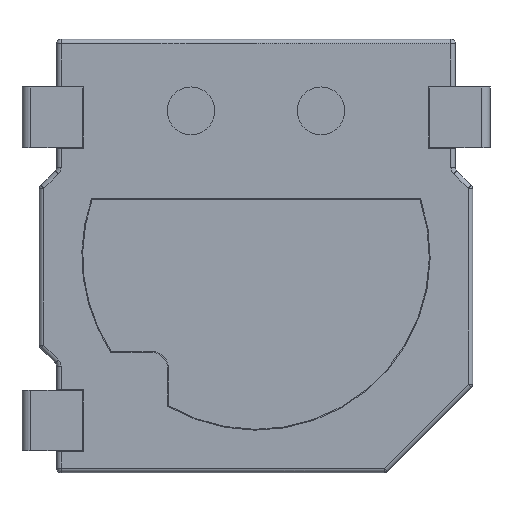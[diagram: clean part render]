
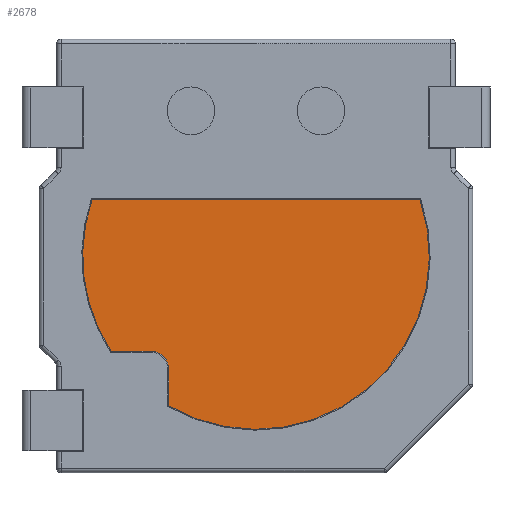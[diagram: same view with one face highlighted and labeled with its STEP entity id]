
A CAD part, front view. The second image highlights one B-rep face of the part: STEP entity #2678.
In plain terms, the highlighted planar face has unit normal (0, -1, 0).
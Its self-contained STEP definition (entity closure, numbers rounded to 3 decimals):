
#81=PLANE('',#2953);
#226=FACE_OUTER_BOUND('',#383,.T.);
#383=EDGE_LOOP('',(#2080,#2081,#2082,#2083,#2084,#2085));
#579=LINE('',#4294,#828);
#583=LINE('',#4306,#832);
#587=LINE('',#4317,#836);
#828=VECTOR('',#3557,10.);
#832=VECTOR('',#3569,10.);
#836=VECTOR('',#3581,10.);
#1025=CIRCLE('',#2942,2.);
#1027=CIRCLE('',#2946,2.);
#1029=CIRCLE('',#2950,0.2);
#1187=VERTEX_POINT('',#4284);
#1188=VERTEX_POINT('',#4285);
#1191=VERTEX_POINT('',#4293);
#1193=VERTEX_POINT('',#4299);
#1195=VERTEX_POINT('',#4305);
#1197=VERTEX_POINT('',#4311);
#1501=EDGE_CURVE('',#1187,#1188,#1025,.T.);
#1505=EDGE_CURVE('',#1188,#1191,#579,.T.);
#1508=EDGE_CURVE('',#1191,#1193,#1027,.T.);
#1511=EDGE_CURVE('',#1193,#1195,#583,.T.);
#1514=EDGE_CURVE('',#1195,#1197,#1029,.T.);
#1517=EDGE_CURVE('',#1197,#1187,#587,.T.);
#2080=ORIENTED_EDGE('',*,*,#1501,.F.);
#2081=ORIENTED_EDGE('',*,*,#1517,.F.);
#2082=ORIENTED_EDGE('',*,*,#1514,.F.);
#2083=ORIENTED_EDGE('',*,*,#1511,.F.);
#2084=ORIENTED_EDGE('',*,*,#1508,.F.);
#2085=ORIENTED_EDGE('',*,*,#1505,.F.);
#2678=ADVANCED_FACE('',(#226),#81,.F.);
#2942=AXIS2_PLACEMENT_3D('',#4286,#3549,#3550);
#2946=AXIS2_PLACEMENT_3D('',#4300,#3562,#3563);
#2950=AXIS2_PLACEMENT_3D('',#4312,#3574,#3575);
#2953=AXIS2_PLACEMENT_3D('',#4319,#3583,#3584);
#3549=DIRECTION('center_axis',(0.,1.,0.));
#3550=DIRECTION('ref_axis',(-0.946,0.,0.325));
#3557=DIRECTION('',(1.,0.,0.));
#3562=DIRECTION('center_axis',(0.,1.,0.));
#3563=DIRECTION('ref_axis',(-0.505,0.,-0.863));
#3569=DIRECTION('',(0.,0.,1.));
#3574=DIRECTION('center_axis',(0.,-1.,0.));
#3575=DIRECTION('ref_axis',(-1.,0.,0.));
#3581=DIRECTION('',(-1.,0.,0.));
#3583=DIRECTION('center_axis',(0.,1.,0.));
#3584=DIRECTION('ref_axis',(1.,0.,0.));
#4284=CARTESIAN_POINT('',(-1.65,-0.914,-1.134));
#4285=CARTESIAN_POINT('',(-1.871,-0.914,0.616));
#4286=CARTESIAN_POINT('Origin',(0.02,-0.914,-0.034));
#4293=CARTESIAN_POINT('',(1.912,-0.914,0.616));
#4294=CARTESIAN_POINT('',(1.912,-0.914,0.616));
#4299=CARTESIAN_POINT('',(-0.989,-0.914,-1.761));
#4300=CARTESIAN_POINT('Origin',(0.02,-0.914,-0.034));
#4305=CARTESIAN_POINT('',(-0.989,-0.914,-1.334));
#4306=CARTESIAN_POINT('',(-0.989,-0.914,-1.334));
#4311=CARTESIAN_POINT('',(-1.189,-0.914,-1.134));
#4312=CARTESIAN_POINT('Origin',(-1.189,-0.914,-1.334));
#4317=CARTESIAN_POINT('',(-1.65,-0.914,-1.134));
#4319=CARTESIAN_POINT('Origin',(-0.015,-0.914,-0.461));
